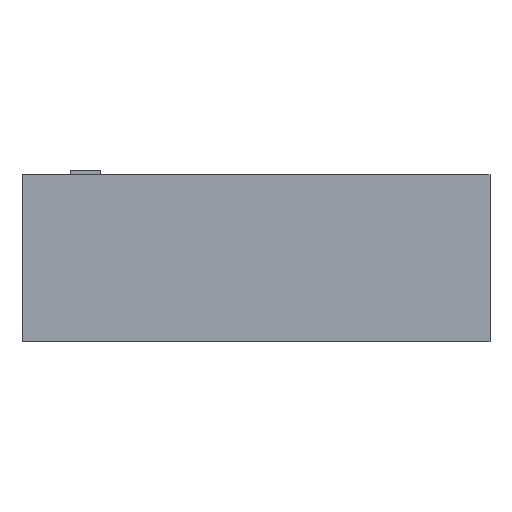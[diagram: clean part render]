
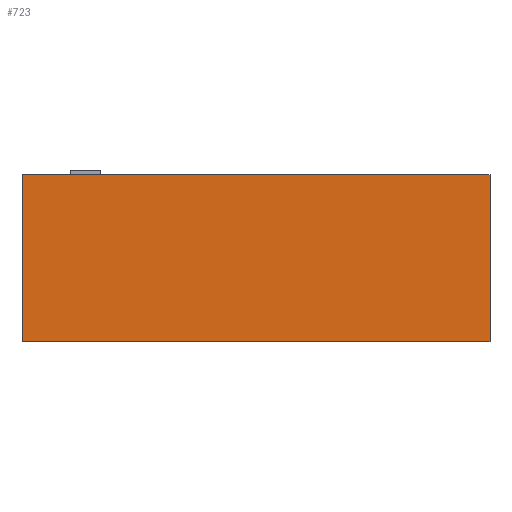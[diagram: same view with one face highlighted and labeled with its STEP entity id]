
A CAD part, front view. The second image highlights one B-rep face of the part: STEP entity #723.
In plain terms, the highlighted planar face has unit normal (0, -1, 0).
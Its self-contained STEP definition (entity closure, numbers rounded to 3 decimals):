
#176 = EDGE_CURVE ( 'NONE', #1792, #1805, #2090, .T. ) ;
#177 = EDGE_CURVE ( 'NONE', #1805, #1673, #2093, .T. ) ;
#266 = VECTOR ( 'NONE', #633, 1000. ) ;
#284 = VECTOR ( 'NONE', #797, 1000. ) ;
#307 = AXIS2_PLACEMENT_3D ( 'NONE', #893, #900, #901 ) ;
#445 = VECTOR ( 'NONE', #2100, 1000. ) ;
#464 = VECTOR ( 'NONE', #2102, 1000. ) ;
#521 = LINE ( 'NONE', #1268, #266 ) ;
#585 = EDGE_CURVE ( 'NONE', #1792, #1665, #521, .T. ) ;
#604 = EDGE_CURVE ( 'NONE', #1665, #1673, #2210, .T. ) ;
#633 = DIRECTION ( 'NONE',  ( 1., 0., 0. ) ) ;
#723 = ADVANCED_FACE ( 'NONE', ( #896 ), #897, .F. ) ;
#797 = DIRECTION ( 'NONE',  ( 0., 0., -1. ) ) ;
#808 = CARTESIAN_POINT ( 'NONE',  ( 217., -275., 77.5 ) ) ;
#893 = CARTESIAN_POINT ( 'NONE',  ( 217., -275., 77.5 ) ) ;
#896 = FACE_OUTER_BOUND ( 'NONE', #1323, .T. ) ;
#897 = PLANE ( 'NONE',  #307 ) ;
#900 = DIRECTION ( 'NONE',  ( 0., 1., 0. ) ) ;
#901 = DIRECTION ( 'NONE',  ( -1., 0., 0. ) ) ;
#1109 = CARTESIAN_POINT ( 'NONE',  ( 217., -275., 77.5 ) ) ;
#1116 = CARTESIAN_POINT ( 'NONE',  ( 217., -275., -77.5 ) ) ;
#1187 = CARTESIAN_POINT ( 'NONE',  ( -217., -275., 77.5 ) ) ;
#1198 = CARTESIAN_POINT ( 'NONE',  ( -217., -275., -77.5 ) ) ;
#1268 = CARTESIAN_POINT ( 'NONE',  ( 217., -275., 77.5 ) ) ;
#1323 = EDGE_LOOP ( 'NONE', ( #1479, #1608, #1610, #1613 ) ) ;
#1479 = ORIENTED_EDGE ( 'NONE', *, *, #177, .T. ) ;
#1608 = ORIENTED_EDGE ( 'NONE', *, *, #604, .F. ) ;
#1610 = ORIENTED_EDGE ( 'NONE', *, *, #585, .F. ) ;
#1613 = ORIENTED_EDGE ( 'NONE', *, *, #176, .T. ) ;
#1665 = VERTEX_POINT ( 'NONE', #1109 ) ;
#1673 = VERTEX_POINT ( 'NONE', #1116 ) ;
#1792 = VERTEX_POINT ( 'NONE', #1187 ) ;
#1805 = VERTEX_POINT ( 'NONE', #1198 ) ;
#2090 = LINE ( 'NONE', #2098, #445 ) ;
#2093 = LINE ( 'NONE', #2101, #464 ) ;
#2098 = CARTESIAN_POINT ( 'NONE',  ( -217., -275., 77.5 ) ) ;
#2100 = DIRECTION ( 'NONE',  ( 0., 0., -1. ) ) ;
#2101 = CARTESIAN_POINT ( 'NONE',  ( 217., -275., -77.5 ) ) ;
#2102 = DIRECTION ( 'NONE',  ( 1., 0., 0. ) ) ;
#2210 = LINE ( 'NONE', #808, #284 ) ;
